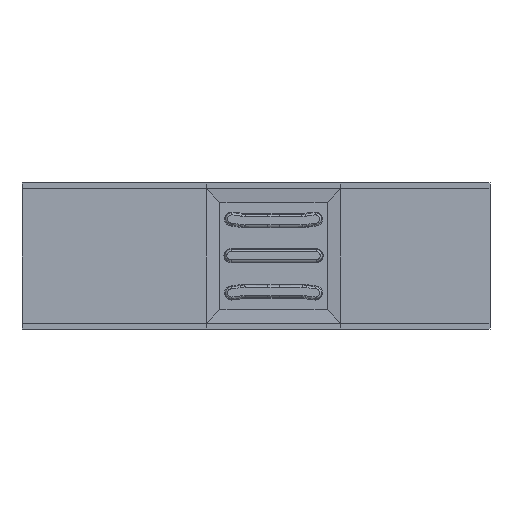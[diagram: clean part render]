
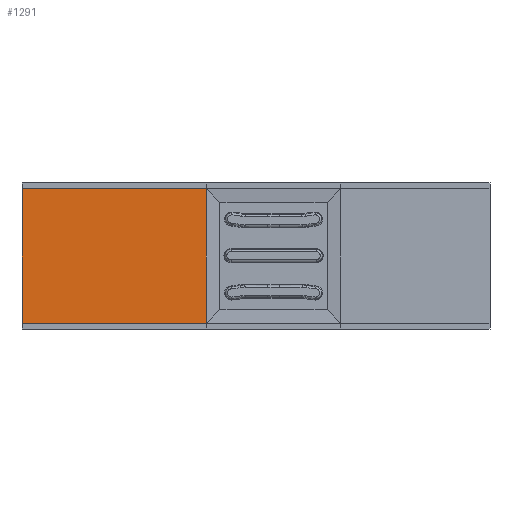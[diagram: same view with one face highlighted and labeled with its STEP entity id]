
A CAD part, top view. The second image highlights one B-rep face of the part: STEP entity #1291.
In plain terms, the highlighted free-form (B-spline) face has degree [1, 1] with [2, 2] control points.
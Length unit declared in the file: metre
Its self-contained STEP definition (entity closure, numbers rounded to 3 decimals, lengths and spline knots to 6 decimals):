
#286=CARTESIAN_POINT(' ',(-0.43,0.115,0.003));
#287=VERTEX_POINT(' ',#286);
#301=CARTESIAN_POINT(' ',(-0.43,0.115,0.003));
#306=DIRECTION(' ',(0.,-1.,0.));
#311=VECTOR(' ',#306,1.);
#316=LINE('',#301,#311);
#321=CARTESIAN_POINT(' ',(-0.43,-0.115,0.003));
#322=VERTEX_POINT(' ',#321);
#326=EDGE_CURVE(' ',#287,#322,#316,.T.);
#1091=CARTESIAN_POINT(' ',(-0.115,0.115,0.003));
#1096=DIRECTION(' ',(-1.,0.,0.));
#1101=VECTOR(' ',#1096,1.);
#1106=LINE('',#1091,#1101);
#1111=CARTESIAN_POINT(' ',(-0.115,0.115,0.003));
#1112=VERTEX_POINT(' ',#1111);
#1116=EDGE_CURVE(' ',#1112,#287,#1106,.T.);
#1181=CARTESIAN_POINT(' ',(-0.43,0.115,0.003));
#1186=CARTESIAN_POINT(' ',(-0.43,-0.115,0.003));
#1191=CARTESIAN_POINT(' ',(-0.115,0.115,0.003));
#1196=CARTESIAN_POINT(' ',(-0.115,-0.115,0.003));
#1201=B_SPLINE_SURFACE_WITH_KNOTS(' ',1,1,((#1181,#1186),(#1191,#1196)),.UNSPECIFIED.,.F.,.F.,.U.,(2,2),(2,2),(0.,0.315),(0.,0.23),.UNSPECIFIED.);
#1206=ORIENTED_EDGE(' ',*,*,#1116,.F.);
#1211=CARTESIAN_POINT(' ',(-0.115,0.115,0.003));
#1216=DIRECTION(' ',(0.,-1.,0.));
#1221=VECTOR(' ',#1216,1.);
#1226=LINE('',#1211,#1221);
#1231=CARTESIAN_POINT(' ',(-0.115,-0.115,0.003));
#1232=VERTEX_POINT(' ',#1231);
#1236=EDGE_CURVE(' ',#1112,#1232,#1226,.T.);
#1241=ORIENTED_EDGE(' ',*,*,#1236,.T.);
#1246=CARTESIAN_POINT(' ',(-0.115,-0.115,0.003));
#1251=DIRECTION(' ',(-1.,0.,0.));
#1256=VECTOR(' ',#1251,1.);
#1261=LINE('',#1246,#1256);
#1266=EDGE_CURVE(' ',#1232,#322,#1261,.T.);
#1271=ORIENTED_EDGE(' ',*,*,#1266,.T.);
#1276=ORIENTED_EDGE(' ',*,*,#326,.F.);
#1281=EDGE_LOOP(' ',(#1206,#1241,#1271,#1276));
#1286=FACE_OUTER_BOUND(' ',#1281,.T.);
#1291=ADVANCED_FACE('',(#1286),#1201,.T.);
